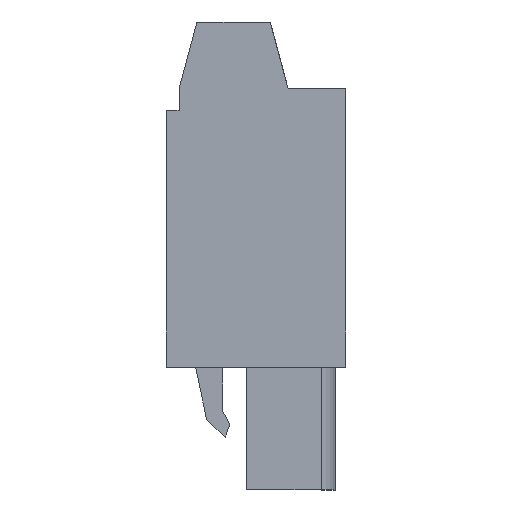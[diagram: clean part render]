
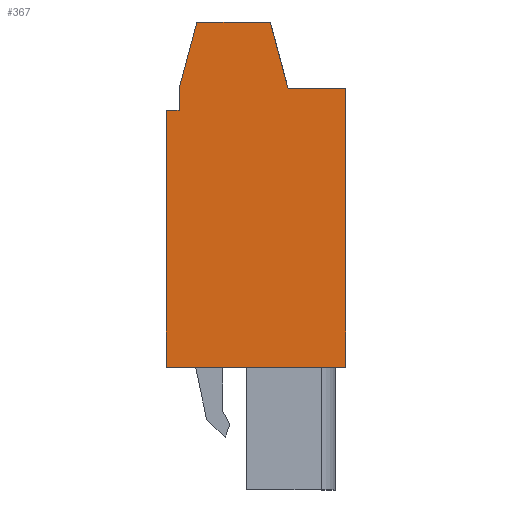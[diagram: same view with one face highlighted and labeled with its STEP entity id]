
A CAD part, left-side view. The second image highlights one B-rep face of the part: STEP entity #367.
In plain terms, the highlighted planar face has unit normal (-1, 0, 0).
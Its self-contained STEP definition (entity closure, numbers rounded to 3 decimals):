
#307=AXIS2_PLACEMENT_3D('Plane Axis2P3D',#304,#305,#306) ;
#49=CARTESIAN_POINT('Vertex',(0.,11.325,27.3)) ;
#52=CARTESIAN_POINT('Line Origine',(0.,10.722,29.55)) ;
#56=CARTESIAN_POINT('Vertex',(0.,10.119,31.8)) ;
#272=CARTESIAN_POINT('Vertex',(0.,11.325,25.8)) ;
#275=CARTESIAN_POINT('Line Origine',(0.,11.325,26.55)) ;
#304=CARTESIAN_POINT('Axis2P3D Location',(0.,0.,0.)) ;
#309=CARTESIAN_POINT('Line Origine',(0.,0.,17.825)) ;
#313=CARTESIAN_POINT('Vertex',(0.,0.,8.35)) ;
#315=CARTESIAN_POINT('Vertex',(0.,0.,27.3)) ;
#318=CARTESIAN_POINT('Line Origine',(0.,1.963,27.3)) ;
#322=CARTESIAN_POINT('Vertex',(0.,3.925,27.3)) ;
#325=CARTESIAN_POINT('Line Origine',(0.,4.528,29.55)) ;
#329=CARTESIAN_POINT('Vertex',(0.,5.131,31.8)) ;
#332=CARTESIAN_POINT('Line Origine',(0.,7.625,31.8)) ;
#337=CARTESIAN_POINT('Line Origine',(0.,11.762,25.8)) ;
#341=CARTESIAN_POINT('Vertex',(0.,12.2,25.8)) ;
#344=CARTESIAN_POINT('Line Origine',(0.,12.2,17.075)) ;
#348=CARTESIAN_POINT('Vertex',(0.,12.2,8.35)) ;
#351=CARTESIAN_POINT('Line Origine',(0.,6.1,8.35)) ;
#53=DIRECTION('Vector Direction',(0.,-0.259,0.966)) ;
#276=DIRECTION('Vector Direction',(0.,0.,1.)) ;
#305=DIRECTION('Axis2P3D Direction',(-1.,0.,0.)) ;
#306=DIRECTION('Axis2P3D XDirection',(0.,0.,1.)) ;
#310=DIRECTION('Vector Direction',(0.,0.,-1.)) ;
#319=DIRECTION('Vector Direction',(0.,-1.,0.)) ;
#326=DIRECTION('Vector Direction',(0.,-0.259,-0.966)) ;
#333=DIRECTION('Vector Direction',(0.,-1.,0.)) ;
#338=DIRECTION('Vector Direction',(0.,-1.,0.)) ;
#345=DIRECTION('Vector Direction',(0.,0.,1.)) ;
#352=DIRECTION('Vector Direction',(0.,1.,0.)) ;
#54=VECTOR('Line Direction',#53,1.) ;
#277=VECTOR('Line Direction',#276,1.) ;
#311=VECTOR('Line Direction',#310,1.) ;
#320=VECTOR('Line Direction',#319,1.) ;
#327=VECTOR('Line Direction',#326,1.) ;
#334=VECTOR('Line Direction',#333,1.) ;
#339=VECTOR('Line Direction',#338,1.) ;
#346=VECTOR('Line Direction',#345,1.) ;
#353=VECTOR('Line Direction',#352,1.) ;
#357=ORIENTED_EDGE('',*,*,#317,.T.) ;
#358=ORIENTED_EDGE('',*,*,#324,.T.) ;
#359=ORIENTED_EDGE('',*,*,#331,.T.) ;
#360=ORIENTED_EDGE('',*,*,#336,.T.) ;
#361=ORIENTED_EDGE('',*,*,#58,.T.) ;
#362=ORIENTED_EDGE('',*,*,#279,.T.) ;
#363=ORIENTED_EDGE('',*,*,#343,.T.) ;
#364=ORIENTED_EDGE('',*,*,#350,.T.) ;
#365=ORIENTED_EDGE('',*,*,#355,.T.) ;
#367=ADVANCED_FACE('Housing',(#366),#308,.T.) ;
#58=EDGE_CURVE('',#57,#50,#55,.F.) ;
#279=EDGE_CURVE('',#50,#273,#278,.F.) ;
#317=EDGE_CURVE('',#314,#316,#312,.F.) ;
#324=EDGE_CURVE('',#316,#323,#321,.F.) ;
#331=EDGE_CURVE('',#323,#330,#328,.F.) ;
#336=EDGE_CURVE('',#330,#57,#335,.F.) ;
#343=EDGE_CURVE('',#273,#342,#340,.F.) ;
#350=EDGE_CURVE('',#342,#349,#347,.F.) ;
#355=EDGE_CURVE('',#349,#314,#354,.F.) ;
#356=EDGE_LOOP('',(#357,#358,#359,#360,#361,#362,#363,#364,#365)) ;
#366=FACE_OUTER_BOUND('',#356,.T.) ;
#55=LINE('Line',#52,#54) ;
#278=LINE('Line',#275,#277) ;
#312=LINE('Line',#309,#311) ;
#321=LINE('Line',#318,#320) ;
#328=LINE('Line',#325,#327) ;
#335=LINE('Line',#332,#334) ;
#340=LINE('Line',#337,#339) ;
#347=LINE('Line',#344,#346) ;
#354=LINE('Line',#351,#353) ;
#308=PLANE('',#307) ;
#50=VERTEX_POINT('',#49) ;
#57=VERTEX_POINT('',#56) ;
#273=VERTEX_POINT('',#272) ;
#314=VERTEX_POINT('',#313) ;
#316=VERTEX_POINT('',#315) ;
#323=VERTEX_POINT('',#322) ;
#330=VERTEX_POINT('',#329) ;
#342=VERTEX_POINT('',#341) ;
#349=VERTEX_POINT('',#348) ;
